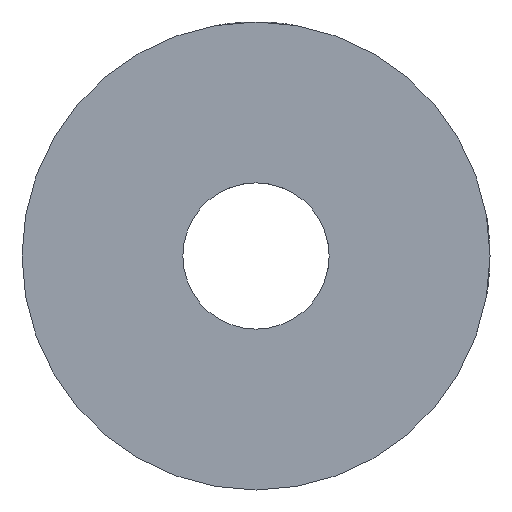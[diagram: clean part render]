
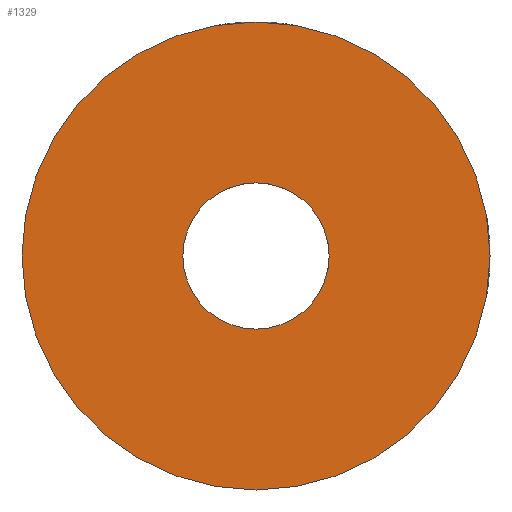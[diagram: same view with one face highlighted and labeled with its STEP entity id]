
A CAD part, front view. The second image highlights one B-rep face of the part: STEP entity #1329.
In plain terms, the highlighted planar face has unit normal (0, -1, 0).
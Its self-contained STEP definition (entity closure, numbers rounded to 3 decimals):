
#55 = VERTEX_POINT ( 'NONE', #3268 ) ;
#86 = EDGE_CURVE ( 'NONE', #3025, #55, #3921, .T. ) ;
#260 = DIRECTION ( 'NONE',  ( 0., 0., 1. ) ) ;
#309 = DIRECTION ( 'NONE',  ( 0., 0., 1. ) ) ;
#322 = CARTESIAN_POINT ( 'NONE',  ( 0., 0., 0. ) ) ;
#474 = CARTESIAN_POINT ( 'NONE',  ( 0., 0., 0. ) ) ;
#486 = DIRECTION ( 'NONE',  ( 0., 0., 1. ) ) ;
#596 = CARTESIAN_POINT ( 'NONE',  ( 0., 0., 0. ) ) ;
#884 = DIRECTION ( 'NONE',  ( 0., 1., 0. ) ) ;
#911 = CARTESIAN_POINT ( 'NONE',  ( 0., 0., 2.5 ) ) ;
#1329 = ADVANCED_FACE ( 'NONE', ( #2175, #3534 ), #1521, .F. ) ;
#1366 = CARTESIAN_POINT ( 'NONE',  ( 0., 0., 0. ) ) ;
#1430 = AXIS2_PLACEMENT_3D ( 'NONE', #596, #1937, #3390 ) ;
#1481 = ORIENTED_EDGE ( 'NONE', *, *, #2635, .F. ) ;
#1521 = PLANE ( 'NONE',  #4356 ) ;
#1643 = CIRCLE ( 'NONE', #1430, 8. ) ;
#1708 = CIRCLE ( 'NONE', #4214, 2.5 ) ;
#1722 = DIRECTION ( 'NONE',  ( 0., 1., 0. ) ) ;
#1937 = DIRECTION ( 'NONE',  ( 0., 1., 0. ) ) ;
#1943 = ORIENTED_EDGE ( 'NONE', *, *, #86, .F. ) ;
#1955 = CARTESIAN_POINT ( 'NONE',  ( 0., 0., -8. ) ) ;
#1994 = EDGE_CURVE ( 'NONE', #2513, #3756, #1708, .T. ) ;
#2036 = CARTESIAN_POINT ( 'NONE',  ( 0., 0., -2.5 ) ) ;
#2175 = FACE_OUTER_BOUND ( 'NONE', #2319, .T. ) ;
#2319 = EDGE_LOOP ( 'NONE', ( #1943, #1481 ) ) ;
#2422 = DIRECTION ( 'NONE',  ( 0., 1., 0. ) ) ;
#2513 = VERTEX_POINT ( 'NONE', #911 ) ;
#2558 = DIRECTION ( 'NONE',  ( 0., 0., 1. ) ) ;
#2635 = EDGE_CURVE ( 'NONE', #55, #3025, #1643, .T. ) ;
#2677 = ORIENTED_EDGE ( 'NONE', *, *, #3689, .T. ) ;
#2811 = CIRCLE ( 'NONE', #3961, 2.5 ) ;
#2857 = EDGE_LOOP ( 'NONE', ( #2677, #3160 ) ) ;
#3025 = VERTEX_POINT ( 'NONE', #1955 ) ;
#3136 = AXIS2_PLACEMENT_3D ( 'NONE', #322, #1722, #260 ) ;
#3160 = ORIENTED_EDGE ( 'NONE', *, *, #1994, .T. ) ;
#3268 = CARTESIAN_POINT ( 'NONE',  ( 0., 0., 8. ) ) ;
#3316 = DIRECTION ( 'NONE',  ( 0., 1., 0. ) ) ;
#3390 = DIRECTION ( 'NONE',  ( 0., 0., 1. ) ) ;
#3534 = FACE_BOUND ( 'NONE', #2857, .T. ) ;
#3689 = EDGE_CURVE ( 'NONE', #3756, #2513, #2811, .T. ) ;
#3756 = VERTEX_POINT ( 'NONE', #2036 ) ;
#3921 = CIRCLE ( 'NONE', #3136, 8. ) ;
#3961 = AXIS2_PLACEMENT_3D ( 'NONE', #1366, #2422, #309 ) ;
#3964 = CARTESIAN_POINT ( 'NONE',  ( 0., 0., 0. ) ) ;
#4214 = AXIS2_PLACEMENT_3D ( 'NONE', #3964, #3316, #486 ) ;
#4356 = AXIS2_PLACEMENT_3D ( 'NONE', #474, #884, #2558 ) ;
